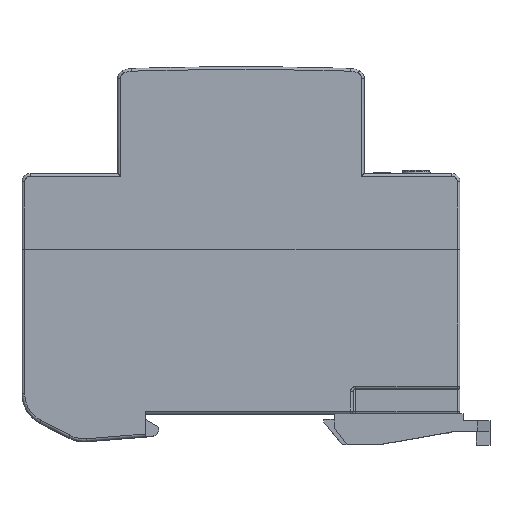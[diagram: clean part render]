
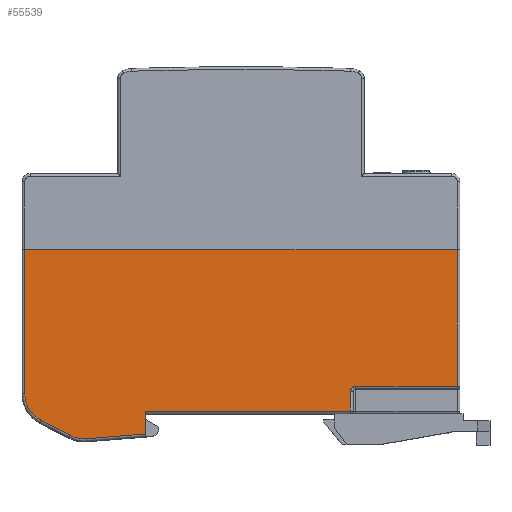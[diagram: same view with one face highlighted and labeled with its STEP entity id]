
A CAD part, top view. The second image highlights one B-rep face of the part: STEP entity #55539.
In plain terms, the highlighted face is planar.
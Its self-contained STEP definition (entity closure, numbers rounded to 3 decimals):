
#47423=DIRECTION('',(1.,0.,0.));
#47424=VECTOR('',#47423,37.5);
#47425=CARTESIAN_POINT('',(-20.,-29.5,-22.25));
#47426=LINE('',#47425,#47424);
#47427=DIRECTION('',(-0.997,0.08,0.));
#47428=VECTOR('',#47427,10.768);
#47429=CARTESIAN_POINT('',(28.234,-34.564,-22.25));
#47430=LINE('',#47429,#47428);
#47431=CARTESIAN_POINT('',(28.676,-29.082,
-22.25));
#47432=DIRECTION('',(0.,0.,-1.));
#47433=DIRECTION('',(0.458,-0.889,0.));
#47434=AXIS2_PLACEMENT_3D('',#47431,#47432,#47433);
#47436=DIRECTION('',(-0.889,-0.458,0.));
#47437=VECTOR('',#47436,5.988);
#47438=CARTESIAN_POINT('',(36.518,-31.231,-22.25));
#47439=LINE('',#47438,#47437);
#47440=CARTESIAN_POINT('',(34.,-26.341,-22.25));
#47441=DIRECTION('',(0.,0.,-1.));
#47442=DIRECTION('',(1.,0.,0.));
#47443=AXIS2_PLACEMENT_3D('',#47440,#47441,#47442);
#47445=DIRECTION('',(0.,-1.,0.));
#47446=VECTOR('',#47445,26.341);
#47447=CARTESIAN_POINT('',(39.5,0.,-22.25));
#47448=LINE('',#47447,#47446);
#47449=DIRECTION('',(-1.,0.,0.));
#47450=VECTOR('',#47449,79.);
#47451=CARTESIAN_POINT('',(39.5,0.,-22.25));
#47452=LINE('',#47451,#47450);
#47453=DIRECTION('',(0.,1.,0.));
#47454=VECTOR('',#47453,25.);
#47455=CARTESIAN_POINT('',(-39.5,-25.,-22.25));
#47456=LINE('',#47455,#47454);
#47457=DIRECTION('',(1.,0.,0.));
#47458=VECTOR('',#47457,18.5);
#47459=CARTESIAN_POINT('',(-39.5,-25.,-22.25));
#47460=LINE('',#47459,#47458);
#47461=CARTESIAN_POINT('',(-21.,-25.,
-22.25));
#47462=CARTESIAN_POINT('',(-20.91,-25.,
-22.25));
#47463=CARTESIAN_POINT('',(-20.738,-25.023,
-22.25));
#47464=CARTESIAN_POINT('',(-20.493,-25.125,
-22.25));
#47465=CARTESIAN_POINT('',(-20.284,-25.286,
-22.25));
#47466=CARTESIAN_POINT('',(-20.124,-25.495,
-22.25));
#47467=CARTESIAN_POINT('',(-20.023,-25.74,
-22.25));
#47468=CARTESIAN_POINT('',(-20.,-25.912,
-22.25));
#47469=CARTESIAN_POINT('',(-20.,-26.001,
-22.25));
#47471=DIRECTION('',(0.,1.,0.));
#47472=VECTOR('',#47471,3.499);
#47473=CARTESIAN_POINT('',(-20.,-29.5,-22.25));
#47474=LINE('',#47473,#47472);
#47502=CARTESIAN_POINT('',(-20.,-26.001,
-22.25));
#49512=CARTESIAN_POINT('',(17.5,-33.698,-22.25));
#49518=DIRECTION('',(0.,1.,0.));
#49519=VECTOR('',#49518,4.198);
#49520=CARTESIAN_POINT('',(17.5,-33.698,-22.25));
#49521=LINE('',#49520,#49519);
#54681=CARTESIAN_POINT('',(-39.5,0.,-22.25));
#54683=VERTEX_POINT('',#54681);
#54685=VERTEX_POINT('',#49512);
#54689=CARTESIAN_POINT('',(28.234,-34.564,-22.25));
#54690=VERTEX_POINT('',#54689);
#54691=CARTESIAN_POINT('',(31.193,-33.972,
-22.25));
#54692=VERTEX_POINT('',#54691);
#54695=CARTESIAN_POINT('',(36.518,-31.231,-22.25));
#54696=VERTEX_POINT('',#54695);
#54699=CARTESIAN_POINT('',(39.5,-26.341,-22.25));
#54700=VERTEX_POINT('',#54699);
#54704=CARTESIAN_POINT('',(39.5,0.,-22.25));
#54706=VERTEX_POINT('',#54704);
#54757=CARTESIAN_POINT('',(-39.5,-25.,-22.25));
#54758=CARTESIAN_POINT('',(-21.,-25.,
-22.25));
#54759=VERTEX_POINT('',#54757);
#54760=VERTEX_POINT('',#54758);
#54787=VERTEX_POINT('',#47502);
#54791=CARTESIAN_POINT('',(-20.,-29.5,-22.25));
#54792=CARTESIAN_POINT('',(17.5,-29.5,-22.25));
#54793=VERTEX_POINT('',#54791);
#54794=VERTEX_POINT('',#54792);
#55508=CARTESIAN_POINT('',(0.,0.,-22.25));
#55509=DIRECTION('',(0.,0.,1.));
#55510=DIRECTION('',(1.,0.,0.));
#55511=AXIS2_PLACEMENT_3D('',#55508,#55509,#55510);
#55512=PLANE('',#55511);
#55514=ORIENTED_EDGE('',*,*,#55513,.T.);
#55516=ORIENTED_EDGE('',*,*,#55515,.F.);
#55518=ORIENTED_EDGE('',*,*,#55517,.F.);
#55520=ORIENTED_EDGE('',*,*,#55519,.F.);
#55522=ORIENTED_EDGE('',*,*,#55521,.F.);
#55524=ORIENTED_EDGE('',*,*,#55523,.F.);
#55526=ORIENTED_EDGE('',*,*,#55525,.F.);
#55528=ORIENTED_EDGE('',*,*,#55527,.T.);
#55530=ORIENTED_EDGE('',*,*,#55529,.F.);
#55532=ORIENTED_EDGE('',*,*,#55531,.T.);
#55534=ORIENTED_EDGE('',*,*,#55533,.T.);
#55536=ORIENTED_EDGE('',*,*,#55535,.F.);
#55537=EDGE_LOOP('',(#55514,#55516,#55518,#55520,#55522,#55524,#55526,#55528,
#55530,#55532,#55534,#55536));
#55538=FACE_OUTER_BOUND('',#55537,.F.);
#55539=ADVANCED_FACE('',(#55538),#55512,.F.);
#47435=CIRCLE('',#47434,5.5);
#47444=CIRCLE('',#47443,5.5);
#47470=B_SPLINE_CURVE_WITH_KNOTS('',3,(#47461,#47462,#47463,#47464,#47465,
#47466,#47467,#47468,#47469),.UNSPECIFIED.,.F.,.F.,(4,1,1,1,1,1,4),(0.,
0.167,0.333,0.5,0.667,0.833,
1.),.UNSPECIFIED.);
#55513=EDGE_CURVE('',#54793,#54794,#47426,.T.);
#55515=EDGE_CURVE('',#54685,#54794,#49521,.T.);
#55517=EDGE_CURVE('',#54690,#54685,#47430,.T.);
#55519=EDGE_CURVE('',#54692,#54690,#47435,.T.);
#55521=EDGE_CURVE('',#54696,#54692,#47439,.T.);
#55523=EDGE_CURVE('',#54700,#54696,#47444,.T.);
#55525=EDGE_CURVE('',#54706,#54700,#47448,.T.);
#55527=EDGE_CURVE('',#54706,#54683,#47452,.T.);
#55529=EDGE_CURVE('',#54759,#54683,#47456,.T.);
#55531=EDGE_CURVE('',#54759,#54760,#47460,.T.);
#55533=EDGE_CURVE('',#54760,#54787,#47470,.T.);
#55535=EDGE_CURVE('',#54793,#54787,#47474,.T.);
